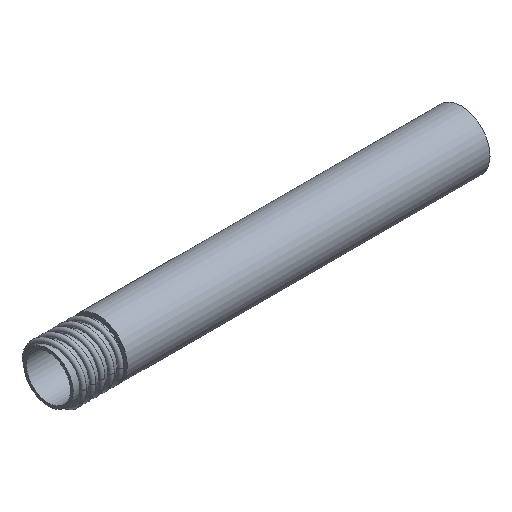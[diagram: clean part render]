
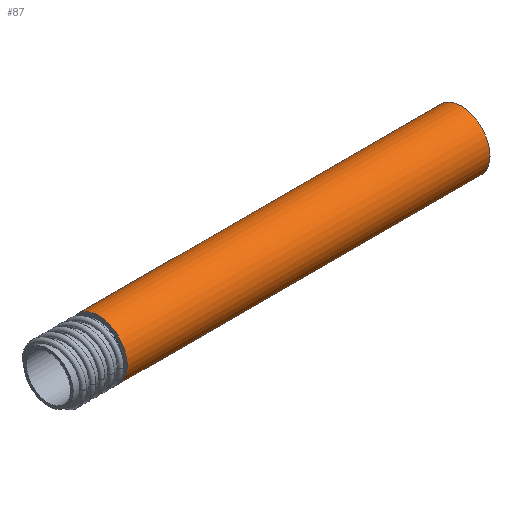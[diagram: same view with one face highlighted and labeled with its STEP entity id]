
A CAD part, isometric view. The second image highlights one B-rep face of the part: STEP entity #87.
In plain terms, the highlighted cylindrical face has radius 10.5 mm (diameter 21 mm), a full revolution.
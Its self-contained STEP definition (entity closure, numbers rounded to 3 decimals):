
#87 = ADVANCED_FACE( '', ( #121, #122 ), #123, .T. );
#121 = FACE_OUTER_BOUND( '', #162, .T. );
#122 = FACE_OUTER_BOUND( '', #163, .T. );
#123 = CYLINDRICAL_SURFACE( '', #164, 10.5 );
#162 = EDGE_LOOP( '', ( #274, #275, #276 ) );
#163 = EDGE_LOOP( '', ( #277 ) );
#164 = AXIS2_PLACEMENT_3D( '', #278, #279, #280 );
#274 = ORIENTED_EDGE( '', *, *, #354, .F. );
#275 = ORIENTED_EDGE( '', *, *, #355, .T. );
#276 = ORIENTED_EDGE( '', *, *, #352, .T. );
#277 = ORIENTED_EDGE( '', *, *, #356, .F. );
#278 = CARTESIAN_POINT( '', ( 150., 0., 0. ) );
#279 = DIRECTION( '', ( -1., 0., 0. ) );
#280 = DIRECTION( '', ( 0., 0., -1. ) );
#352 = EDGE_CURVE( '', #422, #420, #423, .T. );
#354 = EDGE_CURVE( '', #425, #420, #426, .T. );
#355 = EDGE_CURVE( '', #425, #422, #427, .T. );
#356 = EDGE_CURVE( '', #428, #428, #429, .T. );
#420 = VERTEX_POINT( '', #1360 );
#422 = VERTEX_POINT( '', #1401 );
#423 = CIRCLE( '', #1402, 10.5 );
#425 = VERTEX_POINT( '', #1405 );
#426 = B_SPLINE_CURVE_WITH_KNOTS( '', 3, ( #1406, #1407, #1408, #1409, #1410, #1411, #1412, #1413, #1414, #1415 ), .UNSPECIFIED., .F., .F., ( 4, 2, 2, 2, 4 ), ( 0., 0.001, 0.003, 0.004, 0.006 ), .UNSPECIFIED. );
#427 = CIRCLE( '', #1416, 0.833 );
#428 = VERTEX_POINT( '', #1417 );
#429 = CIRCLE( '', #1418, 10.5 );
#1360 = CARTESIAN_POINT( '', ( 18.164, 8.822, -5.693 ) );
#1401 = CARTESIAN_POINT( '', ( 18.164, 10.5, 0. ) );
#1402 = AXIS2_PLACEMENT_3D( '', #1462, #1463, #1464 );
#1405 = CARTESIAN_POINT( '', ( 18.164, 10.5, 0. ) );
#1406 = CARTESIAN_POINT( '', ( 18.164, 10.5, 0. ) );
#1407 = CARTESIAN_POINT( '', ( 18.176, 10.5, -0.503 ) );
#1408 = CARTESIAN_POINT( '', ( 18.185, 10.464, -1.006 ) );
#1409 = CARTESIAN_POINT( '', ( 18.197, 10.32, -2.002 ) );
#1410 = CARTESIAN_POINT( '', ( 18.2, 10.211, -2.495 ) );
#1411 = CARTESIAN_POINT( '', ( 18.2, 9.929, -3.451 ) );
#1412 = CARTESIAN_POINT( '', ( 18.197, 9.755, -3.917 ) );
#1413 = CARTESIAN_POINT( '', ( 18.185, 9.339, -4.826 ) );
#1414 = CARTESIAN_POINT( '', ( 18.176, 9.096, -5.27 ) );
#1415 = CARTESIAN_POINT( '', ( 18.164, 8.822, -5.693 ) );
#1416 = AXIS2_PLACEMENT_3D( '', #1466, #1467, #1468 );
#1417 = CARTESIAN_POINT( '', ( 150., 0., -10.5 ) );
#1418 = AXIS2_PLACEMENT_3D( '', #1469, #1470, #1471 );
#1462 = CARTESIAN_POINT( '', ( 18.164, 0., 0. ) );
#1463 = DIRECTION( '', ( 1., 0., 0. ) );
#1464 = DIRECTION( '', ( 0., 0., -1. ) );
#1466 = CARTESIAN_POINT( '', ( 18.164, 9.667, 0. ) );
#1467 = DIRECTION( '', ( 0., 0., 1. ) );
#1468 = DIRECTION( '', ( 0., 1., 0. ) );
#1469 = CARTESIAN_POINT( '', ( 150., 0., 0. ) );
#1470 = DIRECTION( '', ( 1., 0., 0. ) );
#1471 = DIRECTION( '', ( 0., 0., -1. ) );
